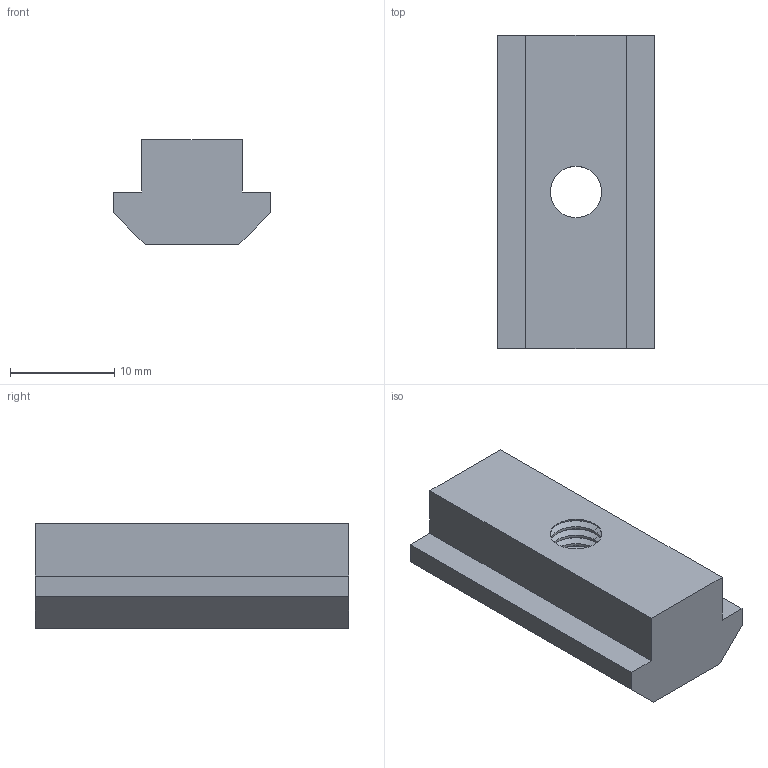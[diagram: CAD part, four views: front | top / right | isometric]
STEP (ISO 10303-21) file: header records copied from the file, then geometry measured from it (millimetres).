
FILE_DESCRIPTION(('STEP AP214'),'1');
FILE_NAME(' ',' ',('TraceParts'),('TraceParts S.A.'),'XStep 1.0',' ',' ');
FILE_SCHEMA(('automotive_design'));
Length unit declared in the file: millimetre
Products named in the file (1): 1
Bounding box: 15 x 30 x 10 mm (x, y, z)
Volume: 3189.8 mm3; surface area: 1866 mm2
Topology: 1 solids, 1 shells, 114 faces, 236 edges, 124 vertices
Faces by surface type: torus 40, cone 40, cylinder 22, plane 12
Entity records: 5704 total; most frequent: DIRECTION 610, STYLED_ITEM 475, PRESENTATION_STYLE_ASSIGNMENT 475, CARTESIAN_POINT 475, COLOUR_RGB 475, ORIENTED_EDGE 472, AXIS2_PLACEMENT_3D 259, EDGE_CURVE 236
